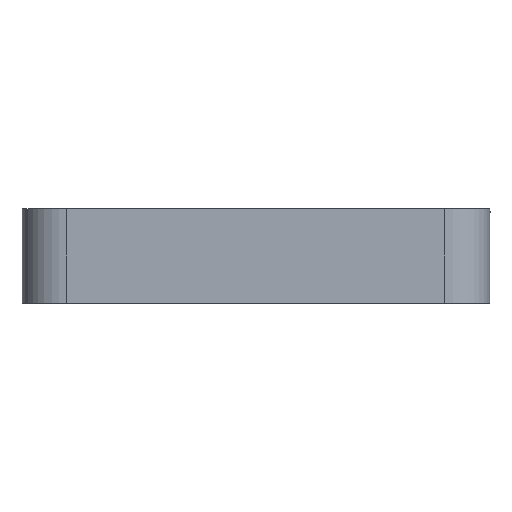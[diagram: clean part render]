
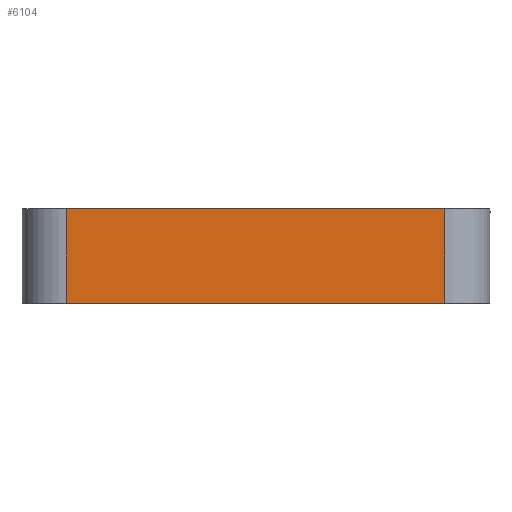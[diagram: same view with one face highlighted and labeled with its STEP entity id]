
A CAD part, left-side view. The second image highlights one B-rep face of the part: STEP entity #6104.
In plain terms, the highlighted planar face has unit normal (-1, 0, 0).
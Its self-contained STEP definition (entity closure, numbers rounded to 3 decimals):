
#246 = EDGE_CURVE ( 'NONE', #640, #4374, #1055, .T. ) ;
#301 = DIRECTION ( 'NONE',  ( 0., -1., 0. ) ) ;
#640 = VERTEX_POINT ( 'NONE', #1303 ) ;
#734 = ORIENTED_EDGE ( 'NONE', *, *, #246, .T. ) ;
#926 = EDGE_LOOP ( 'NONE', ( #4502, #7157, #3779, #734 ) ) ;
#1055 = LINE ( 'NONE', #7174, #4321 ) ;
#1272 = PLANE ( 'NONE',  #6164 ) ;
#1303 = CARTESIAN_POINT ( 'NONE',  ( -26., 21., -10.461 ) ) ;
#1441 = VECTOR ( 'NONE', #4695, 1000. ) ;
#1495 = FACE_OUTER_BOUND ( 'NONE', #926, .T. ) ;
#1925 = EDGE_CURVE ( 'NONE', #2588, #4374, #2425, .T. ) ;
#2044 = LINE ( 'NONE', #4777, #2821 ) ;
#2425 = LINE ( 'NONE', #3353, #3672 ) ;
#2588 = VERTEX_POINT ( 'NONE', #6092 ) ;
#2821 = VECTOR ( 'NONE', #6502, 1000. ) ;
#3353 = CARTESIAN_POINT ( 'NONE',  ( -26., -21., 0.039 ) ) ;
#3455 = EDGE_CURVE ( 'NONE', #6588, #640, #2044, .T. ) ;
#3672 = VECTOR ( 'NONE', #6143, 1000. ) ;
#3779 = ORIENTED_EDGE ( 'NONE', *, *, #3455, .T. ) ;
#4321 = VECTOR ( 'NONE', #301, 1000. ) ;
#4374 = VERTEX_POINT ( 'NONE', #7070 ) ;
#4502 = ORIENTED_EDGE ( 'NONE', *, *, #1925, .F. ) ;
#4597 = DIRECTION ( 'NONE',  ( -1., 0., 0. ) ) ;
#4695 = DIRECTION ( 'NONE',  ( 0., -1., 0. ) ) ;
#4777 = CARTESIAN_POINT ( 'NONE',  ( -26., 21., 0.039 ) ) ;
#4793 = LINE ( 'NONE', #6927, #1441 ) ;
#5216 = DIRECTION ( 'NONE',  ( 0., 0., 1. ) ) ;
#5693 = CARTESIAN_POINT ( 'NONE',  ( -26., 21., 0.039 ) ) ;
#5719 = CARTESIAN_POINT ( 'NONE',  ( -26., 21., 0.039 ) ) ;
#6092 = CARTESIAN_POINT ( 'NONE',  ( -26., -21., 0.039 ) ) ;
#6104 = ADVANCED_FACE ( 'NONE', ( #1495 ), #1272, .T. ) ;
#6143 = DIRECTION ( 'NONE',  ( 0., 0., -1. ) ) ;
#6164 = AXIS2_PLACEMENT_3D ( 'NONE', #5719, #4597, #5216 ) ;
#6502 = DIRECTION ( 'NONE',  ( 0., 0., -1. ) ) ;
#6588 = VERTEX_POINT ( 'NONE', #5693 ) ;
#6927 = CARTESIAN_POINT ( 'NONE',  ( -26., 0., 0.039 ) ) ;
#7070 = CARTESIAN_POINT ( 'NONE',  ( -26., -21., -10.461 ) ) ;
#7114 = EDGE_CURVE ( 'NONE', #6588, #2588, #4793, .T. ) ;
#7157 = ORIENTED_EDGE ( 'NONE', *, *, #7114, .F. ) ;
#7174 = CARTESIAN_POINT ( 'NONE',  ( -26., 21., -10.461 ) ) ;
